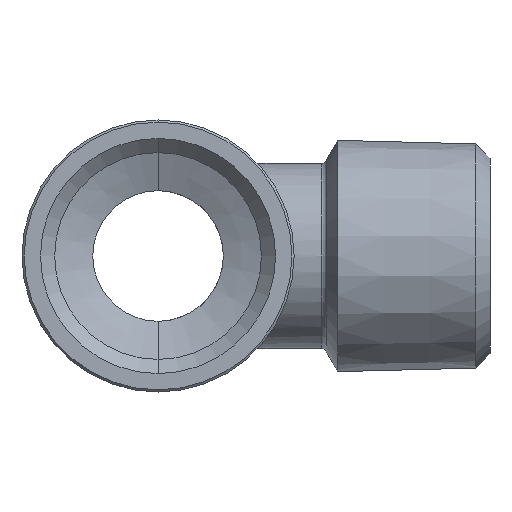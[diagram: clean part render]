
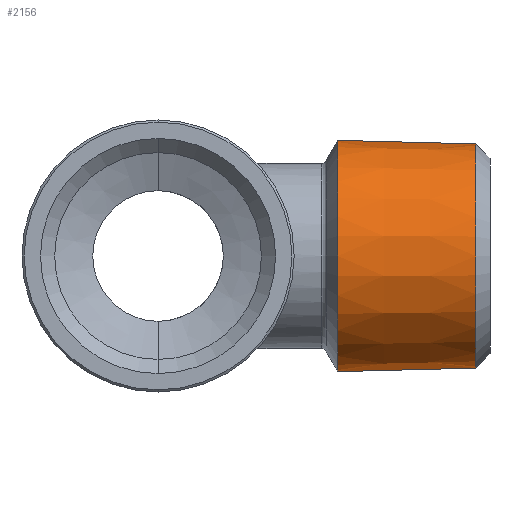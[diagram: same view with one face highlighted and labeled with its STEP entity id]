
A CAD part, left-side view. The second image highlights one B-rep face of the part: STEP entity #2156.
In plain terms, the highlighted conical face has half-angle 1.47 degrees and reference radius 10.678 mm.
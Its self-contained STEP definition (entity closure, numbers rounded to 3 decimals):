
#1145 = EDGE_CURVE ( 'NONE', #2017, #2021, #3525, .T. ) ;
#1149 = EDGE_CURVE ( 'NONE', #2065, #2001, #2437, .T. ) ;
#1296 = CARTESIAN_POINT ( 'NONE',  ( 0., -16.516, 0. ) ) ;
#1297 = DIRECTION ( 'NONE',  ( 0., 1., 0. ) ) ;
#1298 = DIRECTION ( 'NONE',  ( 0., 0., 1. ) ) ;
#1576 = CARTESIAN_POINT ( 'NONE',  ( 0., -29.2, 0. ) ) ;
#1577 = DIRECTION ( 'NONE',  ( 0., -1., 0. ) ) ;
#1578 = DIRECTION ( 'NONE',  ( 0., 0., -1. ) ) ;
#1707 = CARTESIAN_POINT ( 'NONE',  ( 0., -16.516, -10.626 ) ) ;
#1724 = CARTESIAN_POINT ( 'NONE',  ( 0., -29.2, 10.3 ) ) ;
#1728 = CARTESIAN_POINT ( 'NONE',  ( 0., -16.516, 10.626 ) ) ;
#1768 = EDGE_CURVE ( 'NONE', #2001, #2021, #2442, .T. ) ;
#1857 = EDGE_CURVE ( 'NONE', #2017, #2065, #2646, .T. ) ;
#2001 = VERTEX_POINT ( 'NONE', #1707 ) ;
#2017 = VERTEX_POINT ( 'NONE', #1724 ) ;
#2021 = VERTEX_POINT ( 'NONE', #1728 ) ;
#2065 = VERTEX_POINT ( 'NONE', #3040 ) ;
#2156 = ADVANCED_FACE ( 'NONE', ( #3060 ), #2550, .T. ) ;
#2225 = EDGE_LOOP ( 'NONE', ( #3586, #3584, #3582, #3579 ) ) ;
#2423 = CARTESIAN_POINT ( 'NONE',  ( 0., -14.5, -10.678 ) ) ;
#2424 = DIRECTION ( 'NONE',  ( 0., 1., -0.026 ) ) ;
#2437 = LINE ( 'NONE', #2423, #3495 ) ;
#2442 = CIRCLE ( 'NONE', #2446, 10.626 ) ;
#2446 = AXIS2_PLACEMENT_3D ( 'NONE', #1296, #1297, #1298 ) ;
#2549 = AXIS2_PLACEMENT_3D ( 'NONE', #3062, #3061, #3055 ) ;
#2550 = CONICAL_SURFACE ( 'NONE', #2549, 10.678, 0.026 ) ;
#2643 = AXIS2_PLACEMENT_3D ( 'NONE', #1576, #1577, #1578 ) ;
#2646 = CIRCLE ( 'NONE', #2643, 10.3 ) ;
#3040 = CARTESIAN_POINT ( 'NONE',  ( 0., -29.2, -10.3 ) ) ;
#3055 = DIRECTION ( 'NONE',  ( 0., 0., 1. ) ) ;
#3060 = FACE_OUTER_BOUND ( 'NONE', #2225, .T. ) ;
#3061 = DIRECTION ( 'NONE',  ( 0., 1., 0. ) ) ;
#3062 = CARTESIAN_POINT ( 'NONE',  ( 0., -14.5, 0. ) ) ;
#3495 = VECTOR ( 'NONE', #2424, 1000. ) ;
#3500 = VECTOR ( 'NONE', #3523, 1000. ) ;
#3523 = DIRECTION ( 'NONE',  ( 0., 1., 0.026 ) ) ;
#3525 = LINE ( 'NONE', #3526, #3500 ) ;
#3526 = CARTESIAN_POINT ( 'NONE',  ( 0., -14.5, 10.678 ) ) ;
#3579 = ORIENTED_EDGE ( 'NONE', *, *, #1768, .F. ) ;
#3582 = ORIENTED_EDGE ( 'NONE', *, *, #1145, .T. ) ;
#3584 = ORIENTED_EDGE ( 'NONE', *, *, #1857, .F. ) ;
#3586 = ORIENTED_EDGE ( 'NONE', *, *, #1149, .F. ) ;
